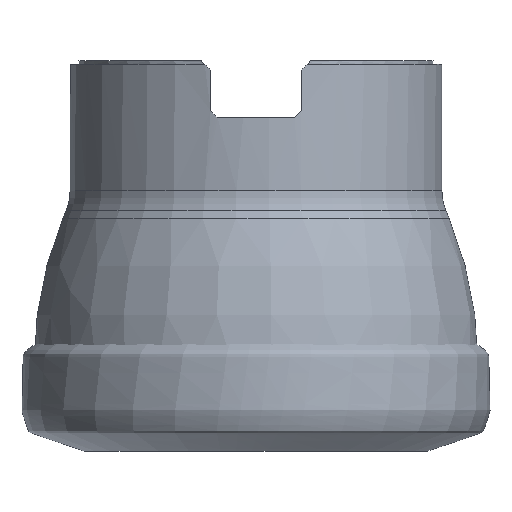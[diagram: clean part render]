
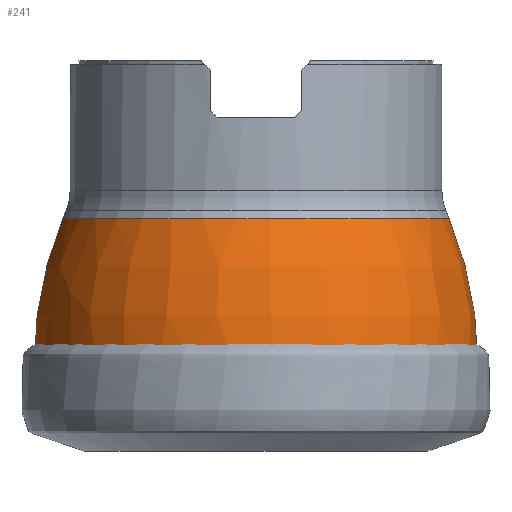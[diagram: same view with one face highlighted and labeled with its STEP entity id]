
A CAD part, front view. The second image highlights one B-rep face of the part: STEP entity #241.
In plain terms, the highlighted free-form (B-spline) face has degree [3, 3] with [4, 7] control points.
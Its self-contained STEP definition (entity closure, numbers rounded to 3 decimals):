
#231=(
BOUNDED_SURFACE()
B_SPLINE_SURFACE(3,3,((#1287,#1288,#1289,#1290,#1291,#1292,#1293),(#1294,
#1295,#1296,#1297,#1298,#1299,#1300),(#1301,#1302,#1303,#1304,#1305,#1306,
#1307),(#1308,#1309,#1310,#1311,#1312,#1313,#1314)),.UNSPECIFIED.,.F.,.T.,
 .F.)
B_SPLINE_SURFACE_WITH_KNOTS((4,4),(1,3,3,3,1),(0.,1.),(-0.5,0.,0.5,1.,1.5),
 .UNSPECIFIED.)
GEOMETRIC_REPRESENTATION_ITEM()
RATIONAL_B_SPLINE_SURFACE(((1.,0.333,0.333,1.,0.333,
0.333,1.),(0.987,0.329,0.329,
0.987,0.329,0.329,0.987),
(0.987,0.329,0.329,0.987,
0.329,0.329,0.987),(1.,0.333,
0.333,1.,0.333,0.333,1.)))
REPRESENTATION_ITEM('')
SURFACE()
);
#241=ADVANCED_FACE('TB_END_SU_12',(#300,#301),#231,.T.);
#300=FACE_BOUND('',#351,.T.);
#301=FACE_BOUND('',#352,.T.);
#351=EDGE_LOOP('',(#423));
#352=EDGE_LOOP('',(#424));
#423=ORIENTED_EDGE('',*,*,#671,.T.);
#424=ORIENTED_EDGE('',*,*,#670,.F.);
#601=VERTEX_POINT('',#1283);
#602=VERTEX_POINT('',#1286);
#670=EDGE_CURVE('',#601,#601,#760,.T.);
#671=EDGE_CURVE('',#602,#602,#761,.T.);
#760=CIRCLE('',#904,22.335);
#761=CIRCLE('',#906,25.662);
#904=AXIS2_PLACEMENT_3D('',#1282,#1029,#1030);
#906=AXIS2_PLACEMENT_3D('',#1285,#1033,#1034);
#1029=DIRECTION('',(0.,0.,1.));
#1030=DIRECTION('',(0.998,0.07,0.));
#1033=DIRECTION('',(0.,0.,1.));
#1034=DIRECTION('',(0.998,0.07,0.));
#1282=CARTESIAN_POINT('',(0.,0.,-18.213));
#1283=CARTESIAN_POINT('',(22.28,1.558,-18.213));
#1285=CARTESIAN_POINT('',(0.,0.,-35.));
#1286=CARTESIAN_POINT('',(25.599,1.79,-35.));
#1287=CARTESIAN_POINT('',(22.28,1.558,-18.213));
#1288=CARTESIAN_POINT('',(19.164,46.119,-18.213));
#1289=CARTESIAN_POINT('',(-25.396,43.003,-18.213));
#1290=CARTESIAN_POINT('',(-22.28,-1.558,-18.213));
#1291=CARTESIAN_POINT('',(-19.164,-46.119,-18.213));
#1292=CARTESIAN_POINT('',(25.396,-43.003,-18.213));
#1293=CARTESIAN_POINT('',(22.28,1.558,-18.213));
#1294=CARTESIAN_POINT('',(24.479,1.712,-23.554));
#1295=CARTESIAN_POINT('',(21.055,50.669,-23.554));
#1296=CARTESIAN_POINT('',(-27.902,47.246,-23.554));
#1297=CARTESIAN_POINT('',(-24.479,-1.712,-23.554));
#1298=CARTESIAN_POINT('',(-21.055,-50.669,-23.554));
#1299=CARTESIAN_POINT('',(27.902,-47.246,-23.554));
#1300=CARTESIAN_POINT('',(24.479,1.712,-23.554));
#1301=CARTESIAN_POINT('',(25.599,1.79,-29.222));
#1302=CARTESIAN_POINT('',(22.019,52.988,-29.222));
#1303=CARTESIAN_POINT('',(-29.179,49.408,-29.222));
#1304=CARTESIAN_POINT('',(-25.599,-1.79,-29.222));
#1305=CARTESIAN_POINT('',(-22.019,-52.988,-29.222));
#1306=CARTESIAN_POINT('',(29.179,-49.408,-29.222));
#1307=CARTESIAN_POINT('',(25.599,1.79,-29.222));
#1308=CARTESIAN_POINT('',(25.599,1.79,-35.));
#1309=CARTESIAN_POINT('',(22.019,52.988,-35.));
#1310=CARTESIAN_POINT('',(-29.179,49.408,-35.));
#1311=CARTESIAN_POINT('',(-25.599,-1.79,-35.));
#1312=CARTESIAN_POINT('',(-22.019,-52.988,-35.));
#1313=CARTESIAN_POINT('',(29.179,-49.408,-35.));
#1314=CARTESIAN_POINT('',(25.599,1.79,-35.));
